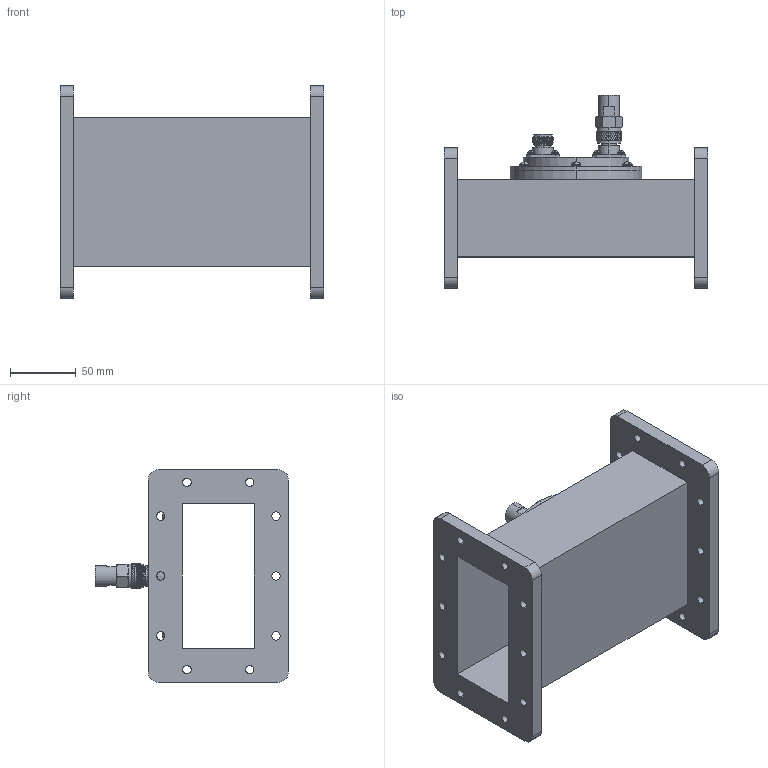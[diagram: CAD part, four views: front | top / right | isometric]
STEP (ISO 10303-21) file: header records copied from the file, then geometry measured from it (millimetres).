
FILE_DESCRIPTION (( 'STEP AP214' ), '1' );
FILE_NAME ('FMWCP1106N-30_3D.step', '2024-05-23T18:04:21', ( '' ), ( '' ), 'SwSTEP 2.0', 'SolidWorks 2022', '' );
FILE_SCHEMA (( 'AUTOMOTIVE_DESIGN' ));
Length unit declared in the file: inch
Products named in the file (9): Washer M4^FMWCP1106N-30; Panel - PEWCP1105N^FMWCP1106N-30; N female^FMWCP1106N-30_No screws; Washer^FMWCP1106N-30; M4x8mm GOST 17473-80^FMWCP1106N-30; FMWCP1106N-30_3D; M3x8mm GOST 17473-80^FMWCP1106N-30; FMWCP1106N-body^FMWCP1106N-30; Coaxial Terminal^FMWCP1106N-30
Assembly tree (32 placements, depth 2):
  FMWCP1106N-30_3D
    FMWCP1106N-body^FMWCP1106N-30
    Panel - PEWCP1105N^FMWCP1106N-30
    N female^FMWCP1106N-30_No screws
    Coaxial Terminal^FMWCP1106N-30
    M3x8mm GOST 17473-80^FMWCP1106N-30  x8
    Washer^FMWCP1106N-30  x8
    M4x8mm GOST 17473-80^FMWCP1106N-30  x6
    Washer M4^FMWCP1106N-30  x6
Bounding box: 200 x 146.31 x 161.1 mm (x, y, z)
Volume: 467779.7 mm3; surface area: 215723.4 mm2
Topology: 32 solids, 32 shells, 1624 faces, 3722 edges, 2207 vertices
Faces by surface type: bspline 723, cylinder 515, plane 295, cone 63, torus 28
Entity records: 50760 total; most frequent: CARTESIAN_POINT 28496, ORIENTED_EDGE 5812, EDGE_CURVE 2906, DIRECTION 2547, VERTEX_POINT 1679, EDGE_LOOP 1379, ADVANCED_FACE 1276, FACE_OUTER_BOUND 1276
